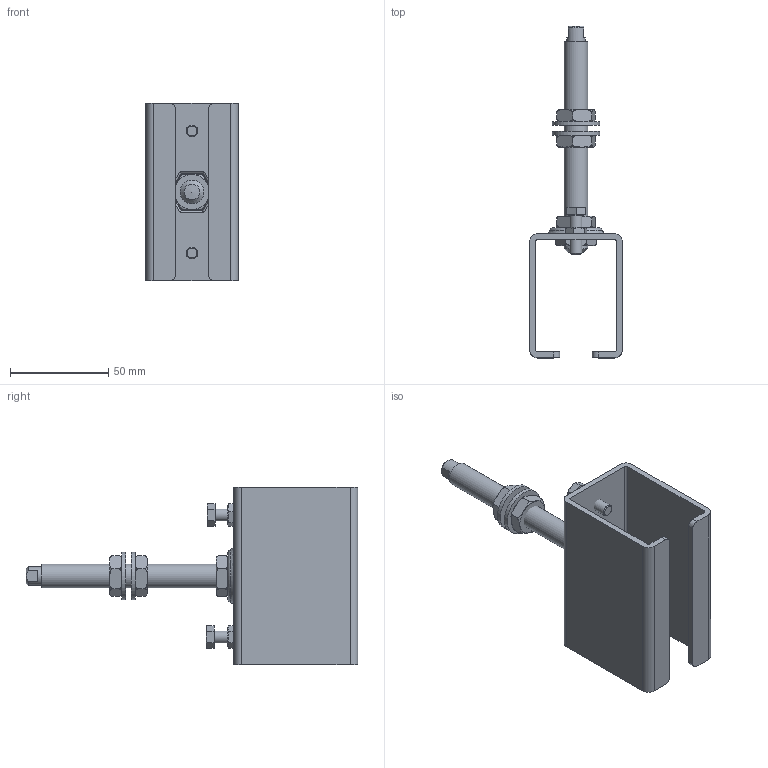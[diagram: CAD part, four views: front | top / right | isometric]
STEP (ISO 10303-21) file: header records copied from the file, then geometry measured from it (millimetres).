
FILE_DESCRIPTION(/* description */ (''),/* implementation_level */ '2;1');
FILE_NAME(/* name */ '5041ML.stp',/* time_stamp */ '2019-08-19T08:48:44+02:00',/* author */ ('SIMMETF'),/* organization */ (''),/* preprocessor_version */ 'ST-DEVELOPER v17.2',/* originating_system */ 'Autodesk Inventor 2019',/* authorisation */ '');
FILE_SCHEMA (('AUTOMOTIVE_DESIGN { 1 0 10303 214 3 1 1 }'));
Length unit declared in the file: millimetre
Products named in the file (7): 5041ML; 14545; 06004; 14976; 15741; 06012; 04510
Assembly tree (12 placements, depth 2):
  5041ML
    14545
    06004  x2
    14976
    15741  x2
    06012  x4
    04510  x2
Bounding box: 47 x 168.5 x 90 mm (x, y, z)
Volume: 71729.5 mm3; surface area: 47507.2 mm2
Topology: 13 solids, 13 shells, 166 faces, 420 edges, 286 vertices
Faces by surface type: plane 102, cylinder 43, torus 11, cone 9, bspline 1
Full cylindrical faces by diameter (mm): 4.917 x4, 6 x2, 8 x2, 9.5 x1, 10.106 x4, 12 x1, 12.1 x2, 12.5 x1, 24 x2
Entity records: 3898 total; most frequent: CARTESIAN_POINT 1064, DIRECTION 555, ORIENTED_EDGE 518, EDGE_CURVE 259, AXIS2_PLACEMENT_3D 215, VERTEX_POINT 174, LINE 125, VECTOR 125
